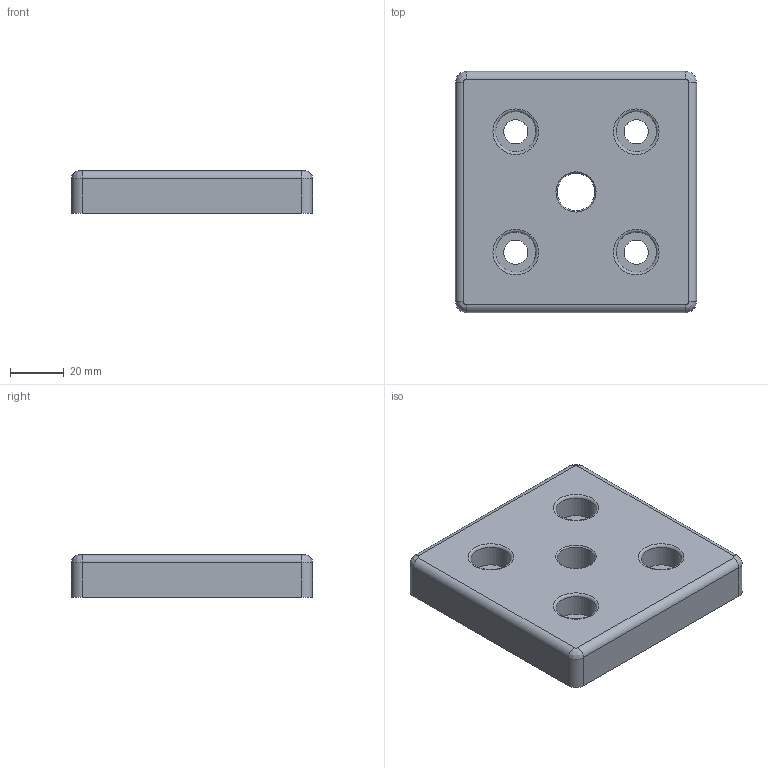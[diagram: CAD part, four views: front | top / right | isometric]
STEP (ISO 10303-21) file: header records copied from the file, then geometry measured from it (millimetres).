
FILE_DESCRIPTION(('STEP AP203'),'1');
FILE_NAME('BASE08N1126.stp','2023-10-23T09:55:05',(' '),(' '),'Spatial InterOp 3D',' ',' ');
FILE_SCHEMA(('CONFIG_CONTROL_DESIGN'));
Length unit declared in the file: millimetre
Products named in the file (1): Plaque de base 90x90 M16, ep 16mm, noire
Bounding box: 90 x 90 x 16 mm (x, y, z)
Volume: 118047.4 mm3; surface area: 23634.8 mm2
Topology: 1 solids, 1 shells, 37 faces, 85 edges, 54 vertices
Faces by surface type: cylinder 17, plane 10, torus 4, bspline 4, cone 2
Full cylindrical faces by diameter (mm): 9 x4, 14 x1, 15 x4
Entity records: 1158 total; most frequent: CARTESIAN_POINT 210, DIRECTION 176, ORIENTED_EDGE 128, AXIS2_PLACEMENT_3D 78, EDGE_LOOP 66, EDGE_CURVE 64, FACE_OUTER_BOUND 50, VERTEX_POINT 48
